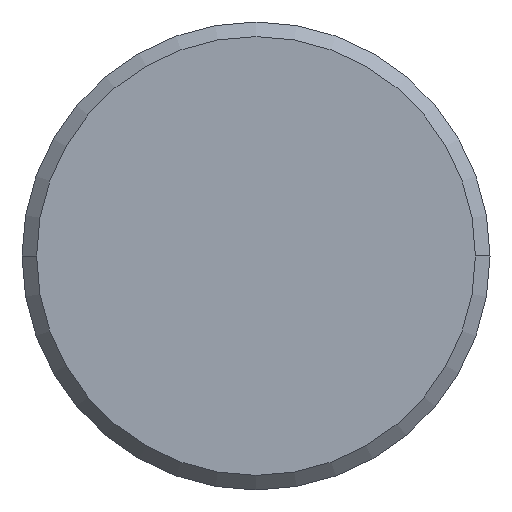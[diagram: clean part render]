
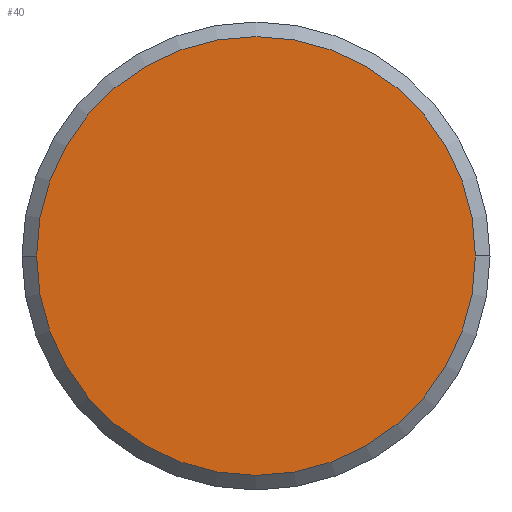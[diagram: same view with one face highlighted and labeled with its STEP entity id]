
A CAD part, left-side view. The second image highlights one B-rep face of the part: STEP entity #40.
In plain terms, the highlighted planar face has unit normal (-1, 0, 0).
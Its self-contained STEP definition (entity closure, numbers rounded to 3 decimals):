
#14 = PLANE ( 'NONE',  #177 ) ;
#15 = DIRECTION ( 'NONE',  ( 0., 1., 0. ) ) ;
#18 = CARTESIAN_POINT ( 'NONE',  ( -59., 7.5, 0. ) ) ;
#40 = ADVANCED_FACE ( 'NONE', ( #247 ), #14, .T. ) ;
#44 = CARTESIAN_POINT ( 'NONE',  ( -59., 0., 0. ) ) ;
#62 = EDGE_CURVE ( 'NONE', #139, #295, #102, .T. ) ;
#70 = DIRECTION ( 'NONE',  ( -1., 0., 0. ) ) ;
#75 = CARTESIAN_POINT ( 'NONE',  ( -59., 0., 0. ) ) ;
#102 = CIRCLE ( 'NONE', #147, 7.5 ) ;
#103 = DIRECTION ( 'NONE',  ( 0., 1., 0. ) ) ;
#119 = ORIENTED_EDGE ( 'NONE', *, *, #62, .F. ) ;
#123 = EDGE_CURVE ( 'NONE', #295, #139, #298, .T. ) ;
#139 = VERTEX_POINT ( 'NONE', #18 ) ;
#147 = AXIS2_PLACEMENT_3D ( 'NONE', #355, #188, #15 ) ;
#177 = AXIS2_PLACEMENT_3D ( 'NONE', #44, #70, #270 ) ;
#188 = DIRECTION ( 'NONE',  ( 1., 0., 0. ) ) ;
#199 = CARTESIAN_POINT ( 'NONE',  ( -59., -7.5, 0. ) ) ;
#239 = ORIENTED_EDGE ( 'NONE', *, *, #123, .F. ) ;
#247 = FACE_OUTER_BOUND ( 'NONE', #306, .T. ) ;
#266 = AXIS2_PLACEMENT_3D ( 'NONE', #75, #277, #103 ) ;
#270 = DIRECTION ( 'NONE',  ( 0., -1., 0. ) ) ;
#277 = DIRECTION ( 'NONE',  ( 1., 0., 0. ) ) ;
#295 = VERTEX_POINT ( 'NONE', #199 ) ;
#298 = CIRCLE ( 'NONE', #266, 7.5 ) ;
#306 = EDGE_LOOP ( 'NONE', ( #119, #239 ) ) ;
#355 = CARTESIAN_POINT ( 'NONE',  ( -59., 0., 0. ) ) ;
